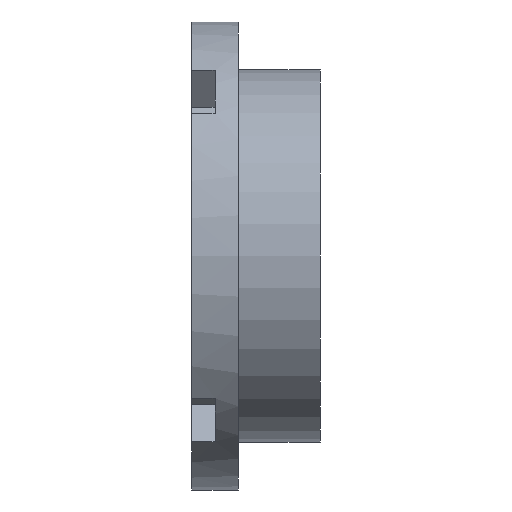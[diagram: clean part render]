
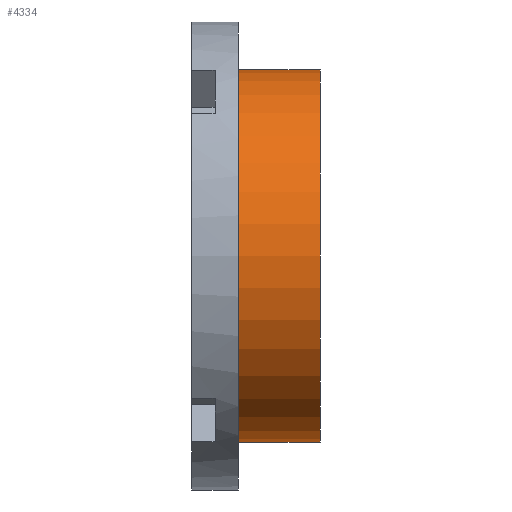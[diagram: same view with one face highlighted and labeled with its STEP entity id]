
A CAD part, front view. The second image highlights one B-rep face of the part: STEP entity #4334.
In plain terms, the highlighted cylindrical face has radius 50.559 mm (diameter 101.117 mm), a full revolution.
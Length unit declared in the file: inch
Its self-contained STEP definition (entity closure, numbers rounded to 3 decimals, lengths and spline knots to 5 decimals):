
#285=FACE_OUTER_BOUND('',#527,.T.);
#527=EDGE_LOOP('',(#3864,#3865,#3866,#3867));
#554=CIRCLE('',#4555,1.9905);
#560=CIRCLE('',#4564,1.9905);
#1208=LINE('',#20831,#1429);
#1429=VECTOR('',#5368,1.9905);
#1836=VERTEX_POINT('',#16434);
#1842=VERTEX_POINT('',#17735);
#2457=EDGE_CURVE('',#1836,#1836,#554,.T.);
#2477=EDGE_CURVE('',#1842,#1842,#560,.T.);
#2554=EDGE_CURVE('',#1836,#1842,#1208,.T.);
#3864=ORIENTED_EDGE('',*,*,#2457,.F.);
#3865=ORIENTED_EDGE('',*,*,#2554,.T.);
#3866=ORIENTED_EDGE('',*,*,#2477,.F.);
#3867=ORIENTED_EDGE('',*,*,#2554,.F.);
#4107=CYLINDRICAL_SURFACE('',#4614,1.9905);
#4334=ADVANCED_FACE('',(#285),#4107,.T.);
#4555=AXIS2_PLACEMENT_3D('',#16435,#5211,#5212);
#4564=AXIS2_PLACEMENT_3D('',#17736,#5229,#5230);
#4614=AXIS2_PLACEMENT_3D('',#20830,#5366,#5367);
#5211=DIRECTION('center_axis',(1.,0.,0.));
#5212=DIRECTION('ref_axis',(0.,1.,0.));
#5229=DIRECTION('center_axis',(-1.,0.,0.));
#5230=DIRECTION('ref_axis',(0.,1.,0.));
#5366=DIRECTION('center_axis',(1.,0.,0.));
#5367=DIRECTION('ref_axis',(0.,1.,0.));
#5368=DIRECTION('',(-1.,0.,0.));
#16434=CARTESIAN_POINT('',(1.375,-1.9905,0.));
#16435=CARTESIAN_POINT('Origin',(1.375,0.,0.));
#17735=CARTESIAN_POINT('',(0.5,-1.9905,0.));
#17736=CARTESIAN_POINT('Origin',(0.5,0.,0.));
#20830=CARTESIAN_POINT('Origin',(0.5,0.,0.));
#20831=CARTESIAN_POINT('',(0.5,-1.9905,0.));
